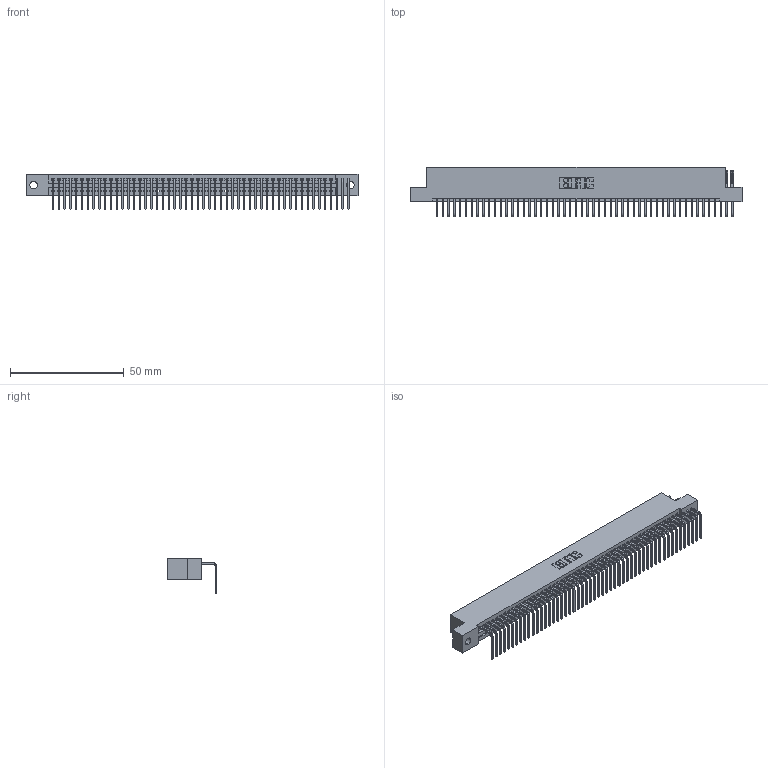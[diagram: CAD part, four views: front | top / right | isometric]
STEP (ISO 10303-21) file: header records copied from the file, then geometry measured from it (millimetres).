
FILE_DESCRIPTION (( 'STEP AP203' ), '1' );
FILE_NAME ('345-052-558-102.STEP', '2019-10-10T18:42:17', ( '' ), ( '' ), 'SwSTEP 2.0', 'SolidWorks 2016', '' );
FILE_SCHEMA (( 'CONFIG_CONTROL_DESIGN' ));
Length unit declared in the file: inch
Products named in the file (3): 345 Part_Flush Mounting Lugs - 0.128 Dia; 345-292-001_558 Tail - 2; 345-052-558-102
Assembly tree (53 placements, depth 2):
  345-052-558-102
    345 Part_Flush Mounting Lugs - 0.128 Dia
    345-292-001_558 Tail - 2  x52
Bounding box: 145.67 x 21.83 x 15.37 mm (x, y, z)
Volume: 14064.1 mm3; surface area: 19714 mm2
Topology: 53 solids, 53 shells, 3198 faces, 9643 edges, 6358 vertices
Faces by surface type: plane 2222, cylinder 976
Entity records: 36119 total; most frequent: CARTESIAN_POINT 6250, ORIENTED_EDGE 6230, DIRECTION 5451, EDGE_CURVE 3115, LINE 2787, VECTOR 2787, VERTEX_POINT 2074, AXIS2_PLACEMENT_3D 1332
